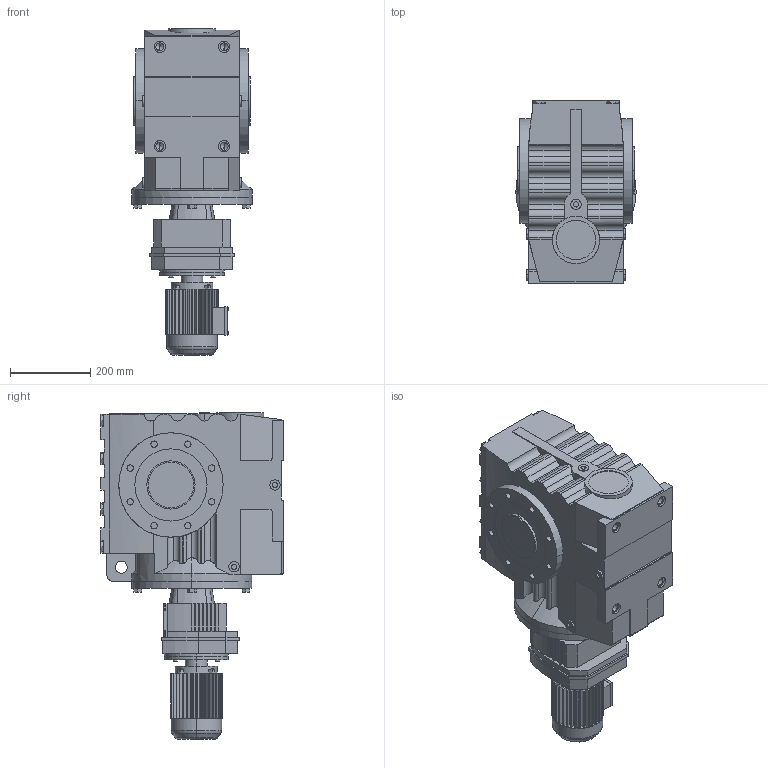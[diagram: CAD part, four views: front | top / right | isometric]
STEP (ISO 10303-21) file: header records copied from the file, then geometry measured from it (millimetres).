
FILE_DESCRIPTION(('Open CASCADE Model'),'2;1');
FILE_NAME('Open CASCADE Shape Model','2019-08-20T17:48:22',('Author'),( 'Open CASCADE'),'Open CASCADE STEP processor 6.3','Open CASCADE 6.3' ,'Unknown');
FILE_SCHEMA(('AUTOMOTIVE_DESIGN_CC2 { 1 2 10303 214 -1 1 5 4 }'));
Length unit declared in the file: millimetre
Products named in the file (5): 1_SA97R57-Y63M-70-A-W; SA47‵97_97.step; 萇儂_160_Y63M.step; R_97_57.step; す瑩諾陑粣S_97_70.step
Assembly tree (4 placements, depth 2):
  1_SA97R57-Y63M-70-A-W
    SA47‵97_97.step
    萇儂_160_Y63M.step
    R_97_57.step
    す瑩諾陑粣S_97_70.step
Bounding box: 300 x 455 x 814 mm (x, y, z)
Volume: 50264688.5 mm3; surface area: 1755083.8 mm2
Topology: 4 solids, 4 shells, 1065 faces, 2804 edges, 1828 vertices
Faces by surface type: plane 715, cylinder 323, cone 23, torus 4
Entity records: 77886 total; most frequent: CARTESIAN_POINT 24694, DIRECTION 9142, ORIENTED_EDGE 5592, PCURVE 5592, DEFINITIONAL_REPRESENTATION 5592, LINE 5064, VECTOR 5064, EDGE_CURVE 2796
